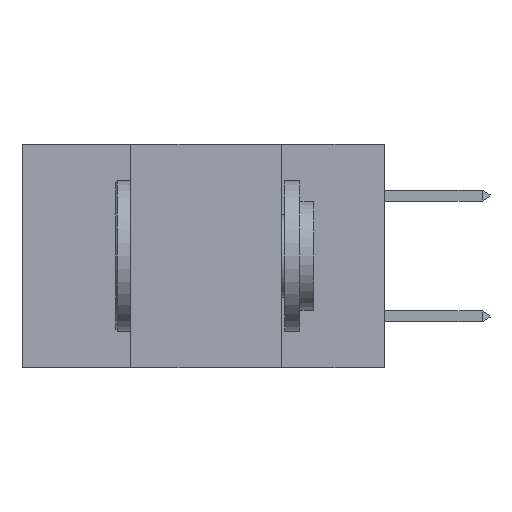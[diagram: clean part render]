
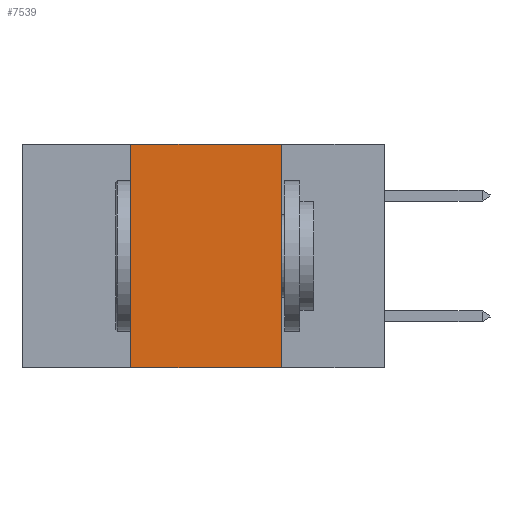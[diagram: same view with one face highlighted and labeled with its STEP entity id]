
A CAD part, left-side view. The second image highlights one B-rep face of the part: STEP entity #7539.
In plain terms, the highlighted planar face has unit normal (-1, 0, 0).
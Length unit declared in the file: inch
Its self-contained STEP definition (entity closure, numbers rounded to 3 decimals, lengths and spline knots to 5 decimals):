
#1276 = VERTEX_POINT ( 'NONE', #17710 ) ;
#1729 = LINE ( 'NONE', #9024, #26213 ) ;
#3571 = ORIENTED_EDGE ( 'NONE', *, *, #18909, .F. ) ;
#3990 = CARTESIAN_POINT ( 'NONE',  ( 0., 0.6, 0. ) ) ;
#5287 = EDGE_LOOP ( 'NONE', ( #3571, #6575, #11063, #6143 ) ) ;
#6143 = ORIENTED_EDGE ( 'NONE', *, *, #27253, .T. ) ;
#6515 = AXIS2_PLACEMENT_3D ( 'NONE', #3990, #9900, #34461 ) ;
#6575 = ORIENTED_EDGE ( 'NONE', *, *, #10082, .F. ) ;
#7539 = ADVANCED_FACE ( 'NONE', ( #10384 ), #28284, .F. ) ;
#7550 = VERTEX_POINT ( 'NONE', #21994 ) ;
#8361 = CARTESIAN_POINT ( 'NONE',  ( 0., 0.42, 0. ) ) ;
#9024 = CARTESIAN_POINT ( 'NONE',  ( 0., 0.6, -0.37 ) ) ;
#9900 = DIRECTION ( 'NONE',  ( 1., 0., 0. ) ) ;
#10082 = EDGE_CURVE ( 'NONE', #11141, #1276, #31816, .T. ) ;
#10384 = FACE_OUTER_BOUND ( 'NONE', #5287, .T. ) ;
#11063 = ORIENTED_EDGE ( 'NONE', *, *, #27098, .F. ) ;
#11141 = VERTEX_POINT ( 'NONE', #39059 ) ;
#12212 = DIRECTION ( 'NONE',  ( 0., -1., 0. ) ) ;
#13099 = DIRECTION ( 'NONE',  ( 0., 0., -1. ) ) ;
#17710 = CARTESIAN_POINT ( 'NONE',  ( 0., 0.17, 0. ) ) ;
#18747 = CARTESIAN_POINT ( 'NONE',  ( 0., 0.6, 0. ) ) ;
#18909 = EDGE_CURVE ( 'NONE', #1276, #7550, #31878, .T. ) ;
#21940 = VECTOR ( 'NONE', #36127, 39.37008 ) ;
#21994 = CARTESIAN_POINT ( 'NONE',  ( 0., 0.17, -0.37 ) ) ;
#23706 = VECTOR ( 'NONE', #13099, 39.37008 ) ;
#26213 = VECTOR ( 'NONE', #39715, 39.37008 ) ;
#27098 = EDGE_CURVE ( 'NONE', #37511, #11141, #27193, .T. ) ;
#27193 = LINE ( 'NONE', #8361, #21940 ) ;
#27253 = EDGE_CURVE ( 'NONE', #37511, #7550, #1729, .T. ) ;
#28284 = PLANE ( 'NONE',  #6515 ) ;
#28449 = VECTOR ( 'NONE', #12212, 39.37008 ) ;
#31816 = LINE ( 'NONE', #18747, #28449 ) ;
#31878 = LINE ( 'NONE', #34291, #23706 ) ;
#34291 = CARTESIAN_POINT ( 'NONE',  ( 0., 0.17, 0. ) ) ;
#34461 = DIRECTION ( 'NONE',  ( 0., 0., -1. ) ) ;
#36087 = CARTESIAN_POINT ( 'NONE',  ( 0., 0.42, -0.37 ) ) ;
#36127 = DIRECTION ( 'NONE',  ( 0., 0., 1. ) ) ;
#37511 = VERTEX_POINT ( 'NONE', #36087 ) ;
#39059 = CARTESIAN_POINT ( 'NONE',  ( 0., 0.42, 0. ) ) ;
#39715 = DIRECTION ( 'NONE',  ( 0., -1., 0. ) ) ;
